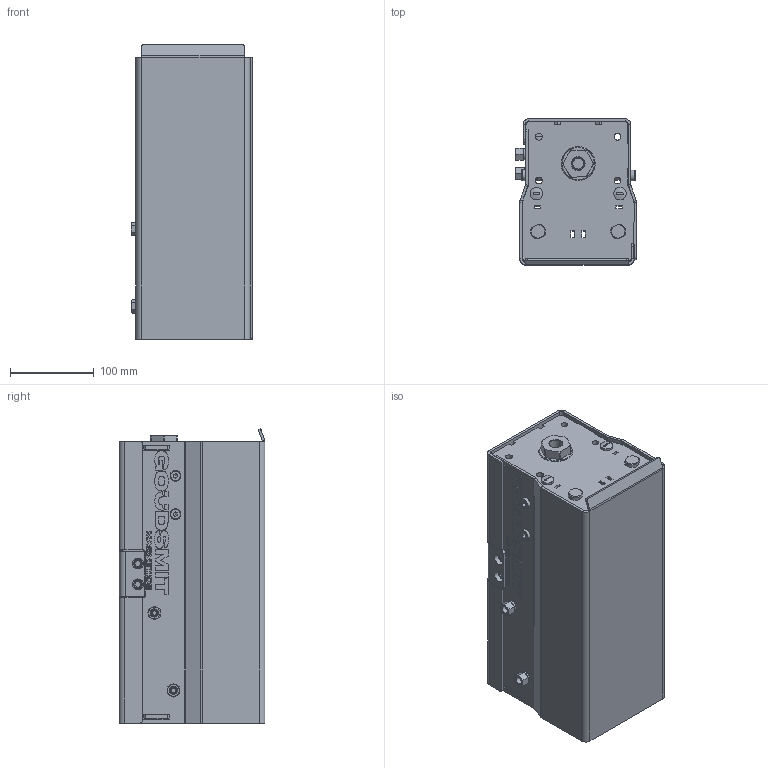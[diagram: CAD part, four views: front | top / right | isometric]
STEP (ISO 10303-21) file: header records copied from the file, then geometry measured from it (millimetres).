
FILE_DESCRIPTION(/* description */ (''),/* implementation_level */ '2;1');
FILE_NAME(/* name */ 'TPSP123301.stp',/* time_stamp */ '2021-07-14T13:57:57+02:00',/* author */ ('pb'),/* organization */ (''),/* preprocessor_version */ 'ST-DEVELOPER v18.1',/* originating_system */ 'Autodesk Inventor 2021',/* authorisation */ '');
FILE_SCHEMA (('AUTOMOTIVE_DESIGN { 1 0 10303 214 3 1 1 }'));
Length unit declared in the file: millimetre
Products named in the file (1): Part84
Bounding box: 145.24 x 174.55 x 352.15 mm (x, y, z)
Volume: 949794.8 mm3; surface area: 586452.3 mm2
Topology: 52 solids, 52 shells, 1279 faces, 3165 edges, 2041 vertices
Faces by surface type: plane 722, cylinder 318, cone 144, bspline 69, torus 26
Full cylindrical faces by diameter (mm): 5 x2, 5.5 x6, 6.6 x2, 7.8 x4, 8 x13, 8.2 x8, 8.5 x2, 8.566 x2, 9.728 x2, 10 x18, 10.25 x4, 10.4 x4, 10.8 x8, 11 x6, 12 x9, 13 x9, 14.8 x8, 15 x7, 15.5 x1, 16 x4, 33 x2, 35 x1, 39 x1, 40 x1, 40.6 x2, 42 x1, 45 x1
Entity records: 38503 total; most frequent: CARTESIAN_POINT 8143, ORIENTED_EDGE 6316, DIRECTION 6148, EDGE_CURVE 3158, AXIS2_PLACEMENT_3D 2134, VERTEX_POINT 2041, LINE 1880, VECTOR 1880
